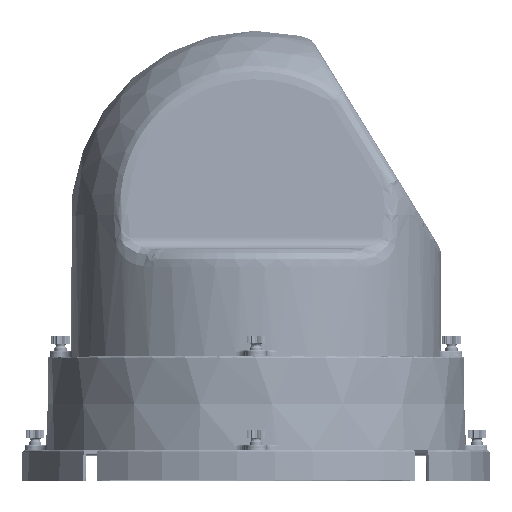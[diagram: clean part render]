
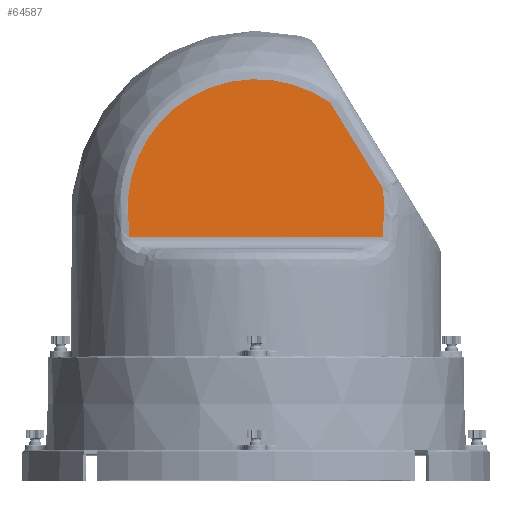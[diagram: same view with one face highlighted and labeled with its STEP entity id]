
A CAD part, top view. The second image highlights one B-rep face of the part: STEP entity #64587.
In plain terms, the highlighted planar face has unit normal (0, 0.067, 0.998).
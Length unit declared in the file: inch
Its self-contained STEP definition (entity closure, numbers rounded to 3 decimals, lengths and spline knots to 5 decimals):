
#985 = ORIENTED_EDGE ( 'NONE', *, *, #37039, .T. ) ;
#1726 = CARTESIAN_POINT ( 'NONE',  ( -3.038, 0.13658, 2.0788 ) ) ;
#2048 = CARTESIAN_POINT ( 'NONE',  ( 0.46327, 2.69168, 1.90694 ) ) ;
#2533 = CARTESIAN_POINT ( 'NONE',  ( -0.92965, 2.52556, 1.91811 ) ) ;
#5129 = CARTESIAN_POINT ( 'NONE',  ( 2.11073, 0.66367, 2.04335 ) ) ;
#5842 = CARTESIAN_POINT ( 'NONE',  ( 1.79596, 1.41534, 1.99279 ) ) ;
#6316 = ORIENTED_EDGE ( 'NONE', *, *, #72465, .T. ) ;
#6336 = CARTESIAN_POINT ( 'NONE',  ( 2.08089, 0.13658, 2.0788 ) ) ;
#9453 = CARTESIAN_POINT ( 'NONE',  ( 0.74593, 2.60283, 1.91292 ) ) ;
#9928 = CARTESIAN_POINT ( 'NONE',  ( -0.56238, 2.66491, 1.90874 ) ) ;
#10310 = B_SPLINE_CURVE_WITH_KNOTS ( 'NONE', 3,
 ( #72927, #5129, #35346, #65540 ),
 .UNSPECIFIED., .F., .F.,
 ( 4, 4 ),
 ( 0., 1. ),
 .UNSPECIFIED. ) ;
#12524 = VERTEX_POINT ( 'NONE', #60128 ) ;
#15982 = B_SPLINE_CURVE_WITH_KNOTS ( 'NONE', 3,
 ( #29986, #60159, #90289, #22534 ),
 .UNSPECIFIED., .F., .F.,
 ( 4, 4 ),
 ( 0., 1. ),
 .UNSPECIFIED. ) ;
#16115 = EDGE_CURVE ( 'NONE', #21654, #74999, #93198, .T. ) ;
#16880 = CARTESIAN_POINT ( 'NONE',  ( 1.01549, 2.48312, 1.92097 ) ) ;
#17367 = CARTESIAN_POINT ( 'NONE',  ( -0.27175, 2.72182, 1.90491 ) ) ;
#17845 = CARTESIAN_POINT ( 'NONE',  ( -2.09719, 0.91307, 2.02657 ) ) ;
#18740 = EDGE_CURVE ( 'NONE', #38257, #12524, #10310, .T. ) ;
#19094 = DIRECTION ( 'NONE',  ( 1., 0., 0. ) ) ;
#21654 = VERTEX_POINT ( 'NONE', #47186 ) ;
#22534 = CARTESIAN_POINT ( 'NONE',  ( 2.10268, 0.52013, 2.053 ) ) ;
#24789 = CARTESIAN_POINT ( 'NONE',  ( 0.1464, 2.73386, 1.9041 ) ) ;
#25277 = CARTESIAN_POINT ( 'NONE',  ( -1.74642, 1.82837, 1.96501 ) ) ;
#28086 = CARTESIAN_POINT ( 'NONE',  ( -2.09541, 0.39228, 2.0616 ) ) ;
#29986 = CARTESIAN_POINT ( 'NONE',  ( 2.08089, 0.13658, 2.0788 ) ) ;
#31920 = DIRECTION ( 'NONE',  ( 0., -0.067, -0.998 ) ) ;
#32244 = CARTESIAN_POINT ( 'NONE',  ( 0.29359, 2.71944, 1.90507 ) ) ;
#32494 = ORIENTED_EDGE ( 'NONE', *, *, #69056, .T. ) ;
#32722 = CARTESIAN_POINT ( 'NONE',  ( -1.19027, 2.38224, 1.92776 ) ) ;
#34152 = B_SPLINE_CURVE_WITH_KNOTS ( 'NONE', 3,
 ( #73650, #5842, #36052, #66239 ),
 .UNSPECIFIED., .F., .F.,
 ( 4, 4 ),
 ( 0., 1. ),
 .UNSPECIFIED. ) ;
#35346 = CARTESIAN_POINT ( 'NONE',  ( 2.10409, 0.80653, 2.03374 ) ) ;
#36052 = CARTESIAN_POINT ( 'NONE',  ( 1.50917, 1.88197, 1.9614 ) ) ;
#36879 = VECTOR ( 'NONE', #19094, 39.37008 ) ;
#37039 = EDGE_CURVE ( 'NONE', #74999, #40261, #56705, .T. ) ;
#38257 = VERTEX_POINT ( 'NONE', #52466 ) ;
#39346 = FACE_OUTER_BOUND ( 'NONE', #74355, .T. ) ;
#39655 = CARTESIAN_POINT ( 'NONE',  ( 0.72282, 2.61141, 1.91234 ) ) ;
#40145 = CARTESIAN_POINT ( 'NONE',  ( -0.65663, 2.63657, 1.91065 ) ) ;
#40261 = VERTEX_POINT ( 'NONE', #6336 ) ;
#44424 = ORIENTED_EDGE ( 'NONE', *, *, #63849, .T. ) ;
#47097 = CARTESIAN_POINT ( 'NONE',  ( 0.8602, 2.55677, 1.91602 ) ) ;
#47186 = CARTESIAN_POINT ( 'NONE',  ( -2.10268, 0.52013, 2.053 ) ) ;
#47567 = CARTESIAN_POINT ( 'NONE',  ( -0.36897, 2.70687, 1.90592 ) ) ;
#48054 = CARTESIAN_POINT ( 'NONE',  ( -2.11376, 0.71777, 2.03971 ) ) ;
#52466 = CARTESIAN_POINT ( 'NONE',  ( 2.10268, 0.52013, 2.053 ) ) ;
#54512 = CARTESIAN_POINT ( 'NONE',  ( 1.22238, 2.34859, 1.93002 ) ) ;
#54986 = CARTESIAN_POINT ( 'NONE',  ( 0.0224, 2.74093, 1.90363 ) ) ;
#55459 = CARTESIAN_POINT ( 'NONE',  ( -1.93857, 1.48205, 1.9883 ) ) ;
#56705 = LINE ( 'NONE', #86866, #36879 ) ;
#58281 = CARTESIAN_POINT ( 'NONE',  ( -2.08815, 0.26443, 2.0702 ) ) ;
#60128 = CARTESIAN_POINT ( 'NONE',  ( 2.08275, 0.94871, 2.02418 ) ) ;
#60159 = CARTESIAN_POINT ( 'NONE',  ( 2.08815, 0.26443, 2.0702 ) ) ;
#62105 = DIRECTION ( 'NONE',  ( 0., 0.998, -0.067 ) ) ;
#62430 = CARTESIAN_POINT ( 'NONE',  ( 0.22013, 2.7275, 1.90453 ) ) ;
#62884 = VERTEX_POINT ( 'NONE', #72897 ) ;
#62908 = CARTESIAN_POINT ( 'NONE',  ( -1.34736, 2.26454, 1.93567 ) ) ;
#63849 = EDGE_CURVE ( 'NONE', #12524, #62884, #34152, .T. ) ;
#64587 = ADVANCED_FACE ( 'NONE', ( #39346 ), #69545, .F. ) ;
#65540 = CARTESIAN_POINT ( 'NONE',  ( 2.08275, 0.94871, 2.02418 ) ) ;
#66239 = CARTESIAN_POINT ( 'NONE',  ( 1.22238, 2.34859, 1.93002 ) ) ;
#67995 = B_SPLINE_CURVE_WITH_KNOTS ( 'NONE', 3,
 ( #54512, #84673, #16880, #47097, #77259, #9453, #39655, #69854, #2048, #32244, #62430, #92559, #24789, #54986, #85144, #17367, #47567, #77735, #9928, #40145, #70338, #2533, #32722, #62908, #93040, #25277, #55459, #85616, #17845, #48054, #78229 ),
 .UNSPECIFIED., .F., .F.,
 ( 4, 1, 1, 2, 2, 1, 1, 2, 2, 1, 2, 2, 2, 2, 2, 2, 2, 4 ),
 ( 0., 0.0625, 0.09375, 0.10937, 0.125, 0.1875, 0.21875, 0.23437, 0.25, 0.3125, 0.34375, 0.375, 0.4375, 0.5, 0.625, 0.75, 0.875, 1. ),
 .UNSPECIFIED. ) ;
#69056 = EDGE_CURVE ( 'NONE', #40261, #38257, #15982, .T. ) ;
#69545 = PLANE ( 'NONE',  #80706 ) ;
#69631 = ORIENTED_EDGE ( 'NONE', *, *, #18740, .T. ) ;
#69851 = CARTESIAN_POINT ( 'NONE',  ( -2.08089, 0.13658, 2.0788 ) ) ;
#69854 = CARTESIAN_POINT ( 'NONE',  ( 0.60574, 2.65254, 1.90957 ) ) ;
#70338 = CARTESIAN_POINT ( 'NONE',  ( -0.84024, 2.56691, 1.91533 ) ) ;
#72465 = EDGE_CURVE ( 'NONE', #62884, #21654, #67995, .T. ) ;
#72897 = CARTESIAN_POINT ( 'NONE',  ( 1.22238, 2.34859, 1.93002 ) ) ;
#72927 = CARTESIAN_POINT ( 'NONE',  ( 2.10268, 0.52013, 2.053 ) ) ;
#73650 = CARTESIAN_POINT ( 'NONE',  ( 2.08275, 0.94871, 2.02418 ) ) ;
#74355 = EDGE_LOOP ( 'NONE', ( #985, #32494, #69631, #44424, #6316, #91960 ) ) ;
#74999 = VERTEX_POINT ( 'NONE', #69851 ) ;
#77259 = CARTESIAN_POINT ( 'NONE',  ( 0.79188, 2.58487, 1.91413 ) ) ;
#77735 = CARTESIAN_POINT ( 'NONE',  ( -0.41735, 2.69769, 1.90654 ) ) ;
#78229 = CARTESIAN_POINT ( 'NONE',  ( -2.10268, 0.52013, 2.053 ) ) ;
#80706 = AXIS2_PLACEMENT_3D ( 'NONE', #1726, #31920, #62105 ) ;
#84673 = CARTESIAN_POINT ( 'NONE',  ( 1.14152, 2.4061, 1.92615 ) ) ;
#85144 = CARTESIAN_POINT ( 'NONE',  ( -0.12542, 2.7391, 1.90375 ) ) ;
#85616 = CARTESIAN_POINT ( 'NONE',  ( -2.00873, 1.29896, 2.00062 ) ) ;
#86866 = CARTESIAN_POINT ( 'NONE',  ( -3.038, 0.13658, 2.0788 ) ) ;
#88422 = CARTESIAN_POINT ( 'NONE',  ( -2.08089, 0.13658, 2.0788 ) ) ;
#90289 = CARTESIAN_POINT ( 'NONE',  ( 2.09541, 0.39228, 2.0616 ) ) ;
#91960 = ORIENTED_EDGE ( 'NONE', *, *, #16115, .T. ) ;
#92559 = CARTESIAN_POINT ( 'NONE',  ( 0.17099, 2.73203, 1.90423 ) ) ;
#93040 = CARTESIAN_POINT ( 'NONE',  ( -1.62816, 1.98491, 1.95448 ) ) ;
#93198 = B_SPLINE_CURVE_WITH_KNOTS ( 'NONE', 3,
 ( #95819, #28086, #58281, #88422 ),
 .UNSPECIFIED., .F., .F.,
 ( 4, 4 ),
 ( 0., 1. ),
 .UNSPECIFIED. ) ;
#95819 = CARTESIAN_POINT ( 'NONE',  ( -2.10268, 0.52013, 2.053 ) ) ;
